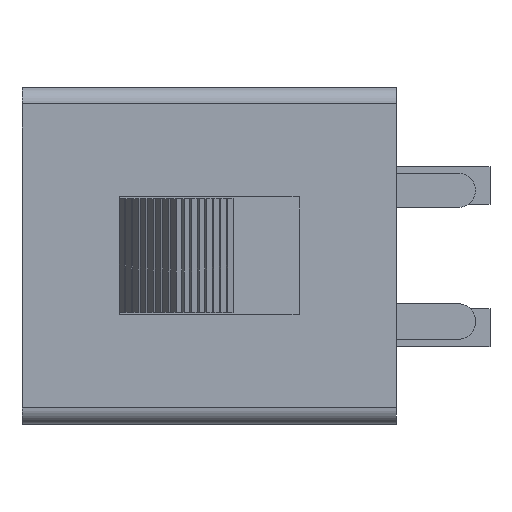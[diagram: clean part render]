
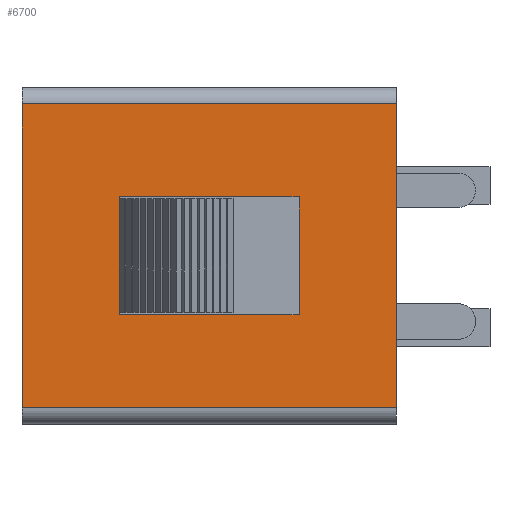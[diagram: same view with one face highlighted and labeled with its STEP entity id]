
A CAD part, top view. The second image highlights one B-rep face of the part: STEP entity #6700.
In plain terms, the highlighted planar face has unit normal (0, 0, 1).
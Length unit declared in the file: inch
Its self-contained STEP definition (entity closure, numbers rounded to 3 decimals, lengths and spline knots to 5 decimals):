
#4751=CARTESIAN_POINT('',(-0.12008,-0.07598,0.31417));
#4752=VERTEX_POINT('',#4751);
#4753=CARTESIAN_POINT('',(-0.12008,0.07598,0.31417));
#4754=VERTEX_POINT('',#4753);
#4755=CARTESIAN_POINT('',(-0.12008,-0.07598,0.31417));
#4756=DIRECTION('',(0.0,1.0,0.0));
#4757=VECTOR('',#4756,0.15197);
#4758=LINE('',#4755,#4757);
#4759=EDGE_CURVE('',#4752,#4754,#4758,.T.);
#6048=CARTESIAN_POINT('',(-0.12008,-0.07874,0.31417));
#6049=VERTEX_POINT('',#6048);
#6050=CARTESIAN_POINT('',(-0.12008,-0.07874,0.31417));
#6051=DIRECTION('',(0.0,1.0,0.0));
#6052=VECTOR('',#6051,0.00276);
#6053=LINE('',#6050,#6052);
#6054=EDGE_CURVE('',#6049,#4752,#6053,.T.);
#6087=CARTESIAN_POINT('',(-0.12008,0.07874,0.31417));
#6088=VERTEX_POINT('',#6087);
#6095=CARTESIAN_POINT('',(-0.12008,0.07598,0.31417));
#6096=DIRECTION('',(0.0,1.0,0.0));
#6097=VECTOR('',#6096,0.00276);
#6098=LINE('',#6095,#6097);
#6099=EDGE_CURVE('',#4754,#6088,#6098,.T.);
#6606=CARTESIAN_POINT('',(0.25,0.20295,0.31417));
#6607=VERTEX_POINT('',#6606);
#6625=CARTESIAN_POINT('',(-0.25,0.20295,0.31417));
#6626=VERTEX_POINT('',#6625);
#6634=CARTESIAN_POINT('',(-0.25,0.20295,0.31417));
#6635=DIRECTION('',(1.0,0.0,0.0));
#6636=VECTOR('',#6635,0.5);
#6637=LINE('',#6634,#6636);
#6638=EDGE_CURVE('',#6626,#6607,#6637,.T.);
#6643=CARTESIAN_POINT('',(-0.275,-0.22325,0.31417));
#6644=DIRECTION('',(0.0,0.0,1.0));
#6645=DIRECTION('',(1.0,0.0,0.0));
#6646=AXIS2_PLACEMENT_3D('',#6643,#6644,#6645);
#6647=PLANE('',#6646);
#6648=ORIENTED_EDGE('',*,*,#6638,.F.);
#6649=CARTESIAN_POINT('',(-0.25,-0.20295,0.31417));
#6650=VERTEX_POINT('',#6649);
#6651=CARTESIAN_POINT('',(-0.25,-0.20295,0.31417));
#6652=DIRECTION('',(0.0,1.0,0.0));
#6653=VECTOR('',#6652,0.40591);
#6654=LINE('',#6651,#6653);
#6655=EDGE_CURVE('',#6650,#6626,#6654,.T.);
#6656=ORIENTED_EDGE('',*,*,#6655,.F.);
#6657=CARTESIAN_POINT('',(0.25,-0.20295,0.31417));
#6658=VERTEX_POINT('',#6657);
#6659=CARTESIAN_POINT('',(0.25,-0.20295,0.31417));
#6660=DIRECTION('',(-1.0,0.0,0.0));
#6661=VECTOR('',#6660,0.5);
#6662=LINE('',#6659,#6661);
#6663=EDGE_CURVE('',#6658,#6650,#6662,.T.);
#6664=ORIENTED_EDGE('',*,*,#6663,.F.);
#6665=CARTESIAN_POINT('',(0.25,0.20295,0.31417));
#6666=DIRECTION('',(0.0,-1.0,0.0));
#6667=VECTOR('',#6666,0.40591);
#6668=LINE('',#6665,#6667);
#6669=EDGE_CURVE('',#6607,#6658,#6668,.T.);
#6670=ORIENTED_EDGE('',*,*,#6669,.F.);
#6671=EDGE_LOOP('',(#6648,#6656,#6664,#6670));
#6672=FACE_OUTER_BOUND('',#6671,.T.);
#6673=CARTESIAN_POINT('',(0.12008,0.07874,0.31417));
#6674=VERTEX_POINT('',#6673);
#6675=CARTESIAN_POINT('',(0.12008,-0.07874,0.31417));
#6676=VERTEX_POINT('',#6675);
#6677=CARTESIAN_POINT('',(0.12008,0.07874,0.31417));
#6678=DIRECTION('',(0.0,-1.0,0.0));
#6679=VECTOR('',#6678,0.15748);
#6680=LINE('',#6677,#6679);
#6681=EDGE_CURVE('',#6674,#6676,#6680,.T.);
#6682=ORIENTED_EDGE('',*,*,#6681,.T.);
#6683=CARTESIAN_POINT('',(0.12008,-0.07874,0.31417));
#6684=DIRECTION('',(-1.0,0.0,0.0));
#6685=VECTOR('',#6684,0.24016);
#6686=LINE('',#6683,#6685);
#6687=EDGE_CURVE('',#6676,#6049,#6686,.T.);
#6688=ORIENTED_EDGE('',*,*,#6687,.T.);
#6689=ORIENTED_EDGE('',*,*,#6054,.T.);
#6690=ORIENTED_EDGE('',*,*,#4759,.T.);
#6691=ORIENTED_EDGE('',*,*,#6099,.T.);
#6692=CARTESIAN_POINT('',(-0.12008,0.07874,0.31417));
#6693=DIRECTION('',(1.0,0.0,0.0));
#6694=VECTOR('',#6693,0.24016);
#6695=LINE('',#6692,#6694);
#6696=EDGE_CURVE('',#6088,#6674,#6695,.T.);
#6697=ORIENTED_EDGE('',*,*,#6696,.T.);
#6698=EDGE_LOOP('',(#6682,#6688,#6689,#6690,#6691,#6697));
#6699=FACE_BOUND('',#6698,.T.);
#6700=ADVANCED_FACE('',(#6672,#6699),#6647,.T.);
